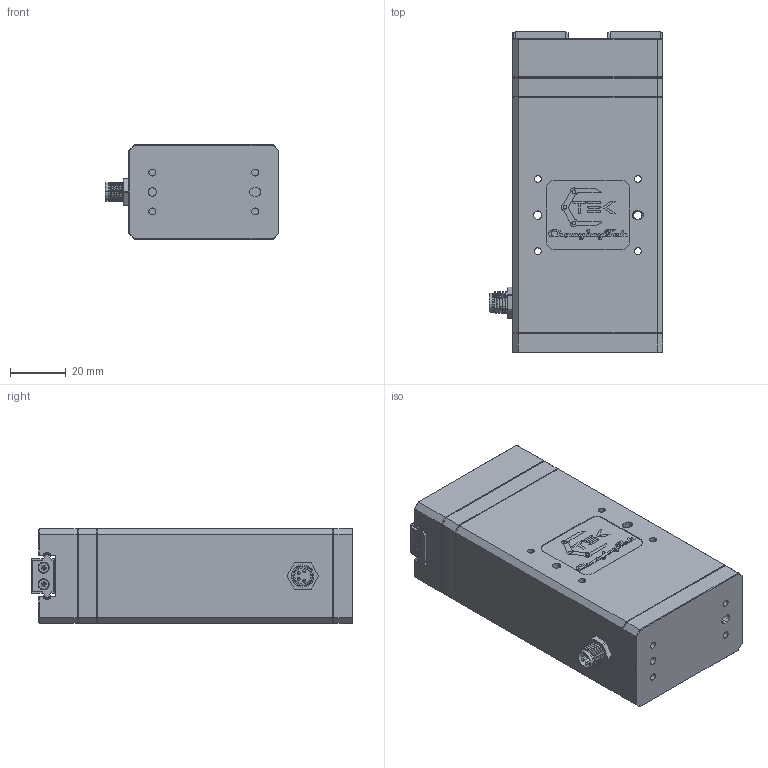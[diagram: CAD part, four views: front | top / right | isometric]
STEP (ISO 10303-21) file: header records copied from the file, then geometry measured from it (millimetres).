
FILE_DESCRIPTION (( 'STEP AP203' ), '1' );
FILE_NAME ('CTPM2F14-20221206.STEP', '2022-12-06T06:06:33', ( '' ), ( '' ), 'SwSTEP 2.0', 'SolidWorks 2016', '' );
FILE_SCHEMA (( 'CONFIG_CONTROL_DESIGN' ));
Length unit declared in the file: millimetre
Products named in the file (1): CTPM2F14-20221206
Bounding box: 62.5 x 115.7 x 34 mm (x, y, z)
Surface area: 29206.4 mm2 (no closed solid volume)
Topology: 0 solids, 54 shells, 661 faces, 2744 edges, 2088 vertices
Faces by surface type: plane 388, cylinder 173, bspline 50, cone 42, sphere 8
Entity records: 32163 total; most frequent: CARTESIAN_POINT 10988, DIRECTION 3991, ORIENTED_EDGE 3852, EDGE_CURVE 2728, VERTEX_POINT 2080, VECTOR 1661, LINE 1661, AXIS2_PLACEMENT_3D 1165
